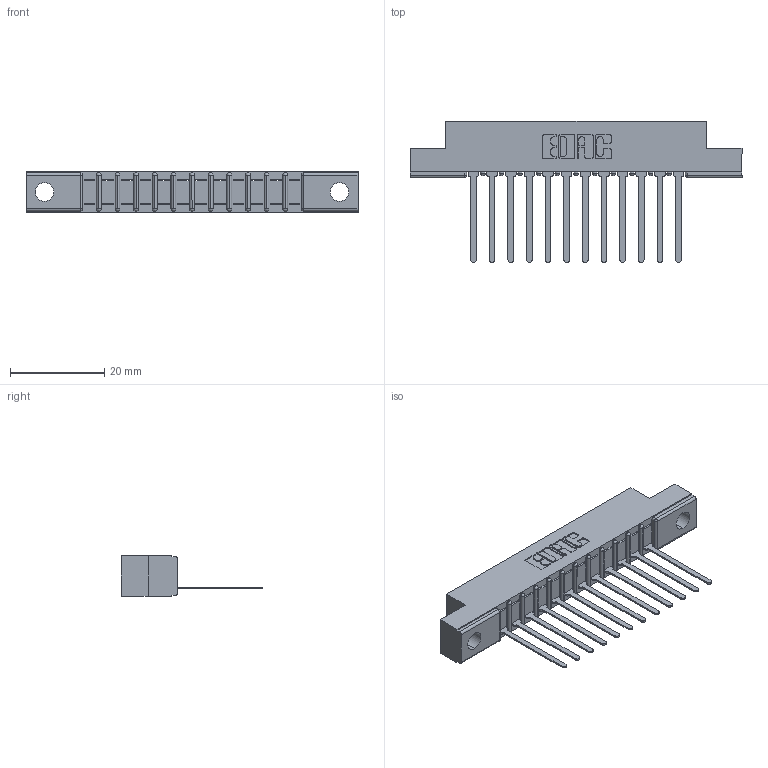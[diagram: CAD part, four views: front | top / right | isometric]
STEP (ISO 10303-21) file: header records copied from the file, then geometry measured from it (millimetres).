
FILE_DESCRIPTION (( 'STEP AP203' ), '1' );
FILE_NAME ('307-012-445-102.STEP', '2020-09-25T11:26:52', ( '' ), ( '' ), 'SwSTEP 2.0', 'SolidWorks 2020', '' );
FILE_SCHEMA (( 'CONFIG_CONTROL_DESIGN' ));
Length unit declared in the file: inch
Products named in the file (3): 307-012-445-102; 307-290-001_545; 307 Part_.128 Dia Mounting Holes
Assembly tree (13 placements, depth 2):
  307-012-445-102
    307 Part_.128 Dia Mounting Holes
    307-290-001_545  x12
Bounding box: 70.56 x 30 x 8.71 mm (x, y, z)
Volume: 4440.9 mm3; surface area: 6637.5 mm2
Topology: 13 solids, 13 shells, 803 faces, 2267 edges, 1458 vertices
Faces by surface type: plane 514, cylinder 263, sphere 26
Entity records: 13956 total; most frequent: CARTESIAN_POINT 2340, ORIENTED_EDGE 2326, DIRECTION 2293, EDGE_CURVE 1163, VECTOR 879, LINE 879, VERTEX_POINT 754, AXIS2_PLACEMENT_3D 707
